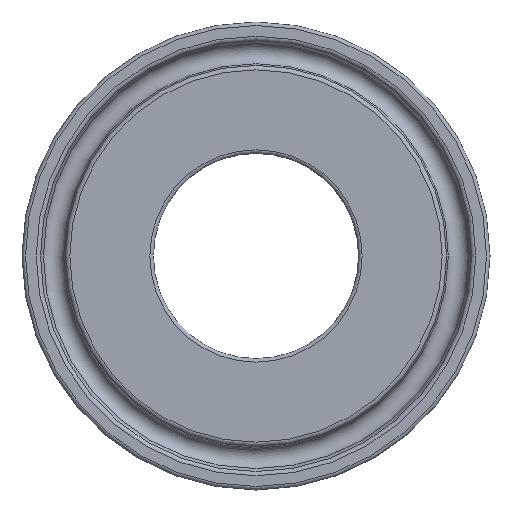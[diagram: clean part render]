
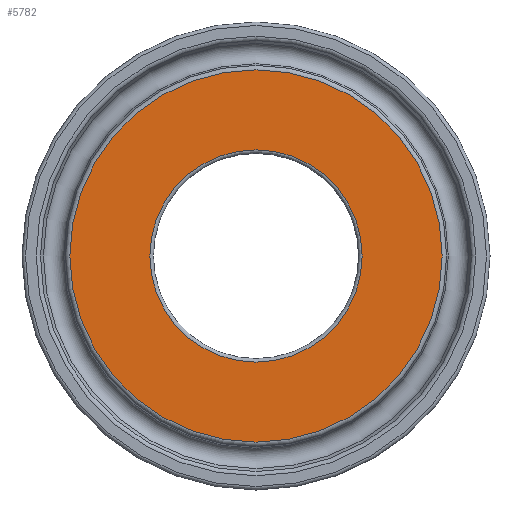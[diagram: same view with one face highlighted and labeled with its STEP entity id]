
A CAD part, left-side view. The second image highlights one B-rep face of the part: STEP entity #5782.
In plain terms, the highlighted planar face has unit normal (-1, 0, 0).
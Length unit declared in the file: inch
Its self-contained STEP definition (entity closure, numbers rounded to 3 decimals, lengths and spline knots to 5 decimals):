
#106=FACE_BOUND('',#1073,.T.);
#396=PLANE('',#6183);
#709=FACE_OUTER_BOUND('',#1072,.T.);
#1072=EDGE_LOOP('',(#5386));
#1073=EDGE_LOOP('',(#5387));
#1490=CIRCLE('',#6182,0.45);
#1491=CIRCLE('',#6184,0.78916);
#2860=VERTEX_POINT('',#12297);
#2861=VERTEX_POINT('',#12300);
#3706=EDGE_CURVE('',#2860,#2860,#1490,.T.);
#3707=EDGE_CURVE('',#2861,#2861,#1491,.T.);
#5386=ORIENTED_EDGE('',*,*,#3707,.F.);
#5387=ORIENTED_EDGE('',*,*,#3706,.F.);
#5782=ADVANCED_FACE('',(#709,#106),#396,.T.);
#6182=AXIS2_PLACEMENT_3D('',#12298,#7378,#7379);
#6183=AXIS2_PLACEMENT_3D('',#12299,#7380,#7381);
#6184=AXIS2_PLACEMENT_3D('',#12301,#7382,#7383);
#7378=DIRECTION('center_axis',(-1.,0.,0.));
#7379=DIRECTION('ref_axis',(0.,-1.,0.));
#7380=DIRECTION('center_axis',(-1.,0.,0.));
#7381=DIRECTION('ref_axis',(0.,0.,1.));
#7382=DIRECTION('center_axis',(1.,0.,0.));
#7383=DIRECTION('ref_axis',(0.,-1.,0.));
#12297=CARTESIAN_POINT('',(0.,0.45,0.));
#12298=CARTESIAN_POINT('Origin',(0.,0.,0.));
#12299=CARTESIAN_POINT('Origin',(0.,0.80316,0.));
#12300=CARTESIAN_POINT('',(0.,0.78916,0.));
#12301=CARTESIAN_POINT('Origin',(0.,0.,0.));
